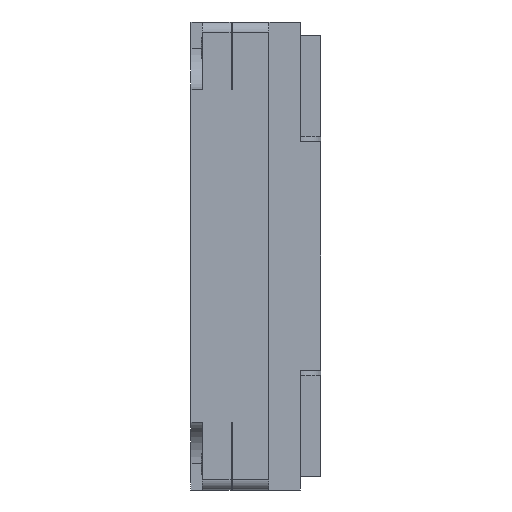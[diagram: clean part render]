
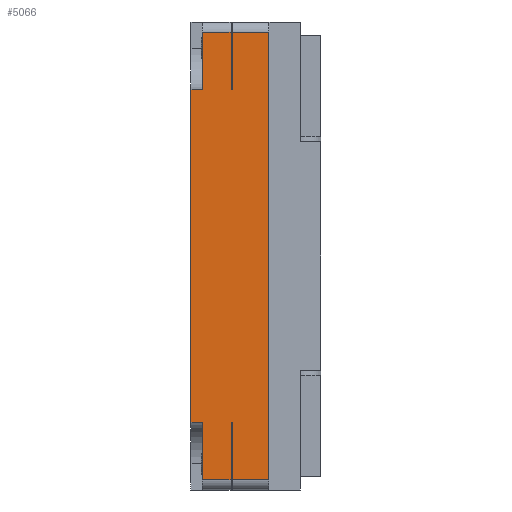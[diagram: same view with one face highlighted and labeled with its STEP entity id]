
A CAD part, left-side view. The second image highlights one B-rep face of the part: STEP entity #5066.
In plain terms, the highlighted planar face has unit normal (-1, 0, 0).
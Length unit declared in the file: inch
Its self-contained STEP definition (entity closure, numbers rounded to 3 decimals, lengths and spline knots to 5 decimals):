
#31 = ORIENTED_EDGE ( 'NONE', *, *, #2153, .F. ) ;
#53 = DIRECTION ( 'NONE',  ( 0., -1., 0. ) ) ;
#104 = VERTEX_POINT ( 'NONE', #2545 ) ;
#236 = CARTESIAN_POINT ( 'NONE',  ( -0.31496, 0.1063, -0.12598 ) ) ;
#238 = CARTESIAN_POINT ( 'NONE',  ( -0.31496, 0.0748, 0.12598 ) ) ;
#394 = VECTOR ( 'NONE', #4631, 39.37008 ) ;
#503 = CARTESIAN_POINT ( 'NONE',  ( -0.31496, 0.07598, -0.12598 ) ) ;
#515 = CARTESIAN_POINT ( 'NONE',  ( -0.31496, 0.09764, 0.12598 ) ) ;
#553 = EDGE_CURVE ( 'NONE', #6014, #3140, #1395, .T. ) ;
#563 = EDGE_CURVE ( 'NONE', #104, #3195, #5888, .T. ) ;
#584 = ORIENTED_EDGE ( 'NONE', *, *, #553, .T. ) ;
#602 = CARTESIAN_POINT ( 'NONE',  ( -0.31496, 0.03543, 0.16929 ) ) ;
#737 = CARTESIAN_POINT ( 'NONE',  ( -0.31496, 0.0748, 0.12598 ) ) ;
#771 = LINE ( 'NONE', #5030, #4525 ) ;
#781 = ORIENTED_EDGE ( 'NONE', *, *, #6658, .F. ) ;
#799 = ORIENTED_EDGE ( 'NONE', *, *, #5338, .T. ) ;
#826 = LINE ( 'NONE', #503, #3668 ) ;
#913 = EDGE_CURVE ( 'NONE', #104, #3847, #826, .T. ) ;
#971 = VECTOR ( 'NONE', #2232, 39.37008 ) ;
#1103 = VERTEX_POINT ( 'NONE', #238 ) ;
#1178 = VECTOR ( 'NONE', #4301, 39.37008 ) ;
#1184 = VECTOR ( 'NONE', #5740, 39.37008 ) ;
#1276 = LINE ( 'NONE', #236, #6642 ) ;
#1301 = CARTESIAN_POINT ( 'NONE',  ( -0.31496, 0.04724, 0.16929 ) ) ;
#1324 = CARTESIAN_POINT ( 'NONE',  ( -0.31496, 0.07598, 0.16929 ) ) ;
#1395 = LINE ( 'NONE', #6236, #3763 ) ;
#1407 = CARTESIAN_POINT ( 'NONE',  ( -0.31496, 0.09764, -0.12598 ) ) ;
#1530 = EDGE_LOOP ( 'NONE', ( #584, #6678, #799, #5258, #2331, #4136, #3544, #781, #2297, #5635, #6764, #4439, #4053, #4288, #4689, #31 ) ) ;
#1561 = DIRECTION ( 'NONE',  ( 0., 0., -1. ) ) ;
#1693 = CARTESIAN_POINT ( 'NONE',  ( -0.31496, 0.0748, -0.16929 ) ) ;
#1881 = LINE ( 'NONE', #6699, #3213 ) ;
#1917 = LINE ( 'NONE', #6293, #3810 ) ;
#1919 = DIRECTION ( 'NONE',  ( 0., -1., 0. ) ) ;
#2153 = EDGE_CURVE ( 'NONE', #6014, #3195, #1881, .T. ) ;
#2232 = DIRECTION ( 'NONE',  ( 0., -1., 0. ) ) ;
#2297 = ORIENTED_EDGE ( 'NONE', *, *, #4331, .F. ) ;
#2331 = ORIENTED_EDGE ( 'NONE', *, *, #4191, .F. ) ;
#2379 = FACE_OUTER_BOUND ( 'NONE', #1530, .T. ) ;
#2545 = CARTESIAN_POINT ( 'NONE',  ( -0.31496, 0.07598, -0.12598 ) ) ;
#2563 = VECTOR ( 'NONE', #6456, 39.37008 ) ;
#2642 = CARTESIAN_POINT ( 'NONE',  ( -0.31496, 0.0748, 0.16929 ) ) ;
#2792 = CARTESIAN_POINT ( 'NONE',  ( -0.31496, 0.09764, 0.12598 ) ) ;
#2855 = VERTEX_POINT ( 'NONE', #5423 ) ;
#3038 = DIRECTION ( 'NONE',  ( 0., -1., 0. ) ) ;
#3060 = VECTOR ( 'NONE', #5063, 39.37008 ) ;
#3077 = CARTESIAN_POINT ( 'NONE',  ( -0.31496, 0.04724, 0.17717 ) ) ;
#3079 = EDGE_CURVE ( 'NONE', #5207, #5703, #6942, .T. ) ;
#3140 = VERTEX_POINT ( 'NONE', #3757 ) ;
#3155 = CARTESIAN_POINT ( 'NONE',  ( -0.31496, 0.09764, 0.16929 ) ) ;
#3195 = VERTEX_POINT ( 'NONE', #5583 ) ;
#3203 = EDGE_CURVE ( 'NONE', #6547, #6827, #1276, .T. ) ;
#3213 = VECTOR ( 'NONE', #5582, 39.37008 ) ;
#3265 = CARTESIAN_POINT ( 'NONE',  ( -0.31496, 0.1063, -0.12598 ) ) ;
#3330 = LINE ( 'NONE', #2792, #3060 ) ;
#3377 = LINE ( 'NONE', #602, #2563 ) ;
#3389 = CARTESIAN_POINT ( 'NONE',  ( -0.31496, 0., -0.17717 ) ) ;
#3411 = VERTEX_POINT ( 'NONE', #2642 ) ;
#3445 = EDGE_CURVE ( 'NONE', #3964, #3140, #3606, .T. ) ;
#3476 = LINE ( 'NONE', #5101, #4139 ) ;
#3500 = DIRECTION ( 'NONE',  ( 0., 0., 1. ) ) ;
#3544 = ORIENTED_EDGE ( 'NONE', *, *, #3079, .T. ) ;
#3560 = LINE ( 'NONE', #1324, #1184 ) ;
#3573 = CARTESIAN_POINT ( 'NONE',  ( -0.31496, 0.09764, -0.16929 ) ) ;
#3606 = LINE ( 'NONE', #3077, #394 ) ;
#3668 = VECTOR ( 'NONE', #1561, 39.37008 ) ;
#3757 = CARTESIAN_POINT ( 'NONE',  ( -0.31496, 0.04724, -0.16929 ) ) ;
#3763 = VECTOR ( 'NONE', #3038, 39.37008 ) ;
#3768 = EDGE_CURVE ( 'NONE', #5207, #2855, #3560, .T. ) ;
#3810 = VECTOR ( 'NONE', #4613, 39.37008 ) ;
#3847 = VERTEX_POINT ( 'NONE', #4922 ) ;
#3964 = VERTEX_POINT ( 'NONE', #1301 ) ;
#3978 = PLANE ( 'NONE',  #6669 ) ;
#4053 = ORIENTED_EDGE ( 'NONE', *, *, #6603, .T. ) ;
#4128 = VERTEX_POINT ( 'NONE', #3573 ) ;
#4136 = ORIENTED_EDGE ( 'NONE', *, *, #3768, .F. ) ;
#4139 = VECTOR ( 'NONE', #6725, 39.37008 ) ;
#4191 = EDGE_CURVE ( 'NONE', #2855, #1103, #5448, .T. ) ;
#4288 = ORIENTED_EDGE ( 'NONE', *, *, #913, .F. ) ;
#4301 = DIRECTION ( 'NONE',  ( 0., 1., 0. ) ) ;
#4331 = EDGE_CURVE ( 'NONE', #5043, #5749, #3476, .T. ) ;
#4439 = ORIENTED_EDGE ( 'NONE', *, *, #5961, .F. ) ;
#4525 = VECTOR ( 'NONE', #53, 39.37008 ) ;
#4613 = DIRECTION ( 'NONE',  ( 0., 0., 1. ) ) ;
#4631 = DIRECTION ( 'NONE',  ( 0., 0., -1. ) ) ;
#4689 = ORIENTED_EDGE ( 'NONE', *, *, #563, .T. ) ;
#4725 = EDGE_CURVE ( 'NONE', #6547, #5043, #6651, .T. ) ;
#4762 = EDGE_CURVE ( 'NONE', #1103, #3411, #5608, .T. ) ;
#4874 = CARTESIAN_POINT ( 'NONE',  ( -0.31496, 0.1063, 0.12598 ) ) ;
#4922 = CARTESIAN_POINT ( 'NONE',  ( -0.31496, 0.07598, -0.16929 ) ) ;
#5030 = CARTESIAN_POINT ( 'NONE',  ( -0.31496, 0.09764, -0.16929 ) ) ;
#5043 = VERTEX_POINT ( 'NONE', #4874 ) ;
#5050 = VECTOR ( 'NONE', #5642, 39.37008 ) ;
#5063 = DIRECTION ( 'NONE',  ( 0., 0., 1. ) ) ;
#5066 = ADVANCED_FACE ( 'NONE', ( #2379 ), #3978, .T. ) ;
#5085 = DIRECTION ( 'NONE',  ( 0., 0., 1. ) ) ;
#5101 = CARTESIAN_POINT ( 'NONE',  ( -0.31496, 0.1063, 0.12598 ) ) ;
#5207 = VERTEX_POINT ( 'NONE', #6346 ) ;
#5258 = ORIENTED_EDGE ( 'NONE', *, *, #4762, .F. ) ;
#5271 = CARTESIAN_POINT ( 'NONE',  ( -0.31496, 0.07598, 0.16929 ) ) ;
#5275 = CARTESIAN_POINT ( 'NONE',  ( -0.31496, 0.07598, -0.12598 ) ) ;
#5338 = EDGE_CURVE ( 'NONE', #3964, #3411, #3377, .T. ) ;
#5423 = CARTESIAN_POINT ( 'NONE',  ( -0.31496, 0.07598, 0.12598 ) ) ;
#5448 = LINE ( 'NONE', #6519, #971 ) ;
#5582 = DIRECTION ( 'NONE',  ( 0., 0., 1. ) ) ;
#5583 = CARTESIAN_POINT ( 'NONE',  ( -0.31496, 0.0748, -0.12598 ) ) ;
#5608 = LINE ( 'NONE', #737, #5050 ) ;
#5635 = ORIENTED_EDGE ( 'NONE', *, *, #4725, .F. ) ;
#5642 = DIRECTION ( 'NONE',  ( 0., 0., 1. ) ) ;
#5703 = VERTEX_POINT ( 'NONE', #3155 ) ;
#5740 = DIRECTION ( 'NONE',  ( 0., 0., -1. ) ) ;
#5749 = VERTEX_POINT ( 'NONE', #515 ) ;
#5888 = LINE ( 'NONE', #5275, #5945 ) ;
#5945 = VECTOR ( 'NONE', #6345, 39.37008 ) ;
#5961 = EDGE_CURVE ( 'NONE', #4128, #6827, #1917, .T. ) ;
#6014 = VERTEX_POINT ( 'NONE', #1693 ) ;
#6137 = CARTESIAN_POINT ( 'NONE',  ( -0.31496, 0.1063, -0.12598 ) ) ;
#6198 = VECTOR ( 'NONE', #3500, 39.37008 ) ;
#6200 = DIRECTION ( 'NONE',  ( -1., 0., 0. ) ) ;
#6236 = CARTESIAN_POINT ( 'NONE',  ( -0.31496, 0.0748, -0.16929 ) ) ;
#6293 = CARTESIAN_POINT ( 'NONE',  ( -0.31496, 0.09764, -0.16929 ) ) ;
#6345 = DIRECTION ( 'NONE',  ( 0., -1., 0. ) ) ;
#6346 = CARTESIAN_POINT ( 'NONE',  ( -0.31496, 0.07598, 0.16929 ) ) ;
#6456 = DIRECTION ( 'NONE',  ( 0., 1., 0. ) ) ;
#6519 = CARTESIAN_POINT ( 'NONE',  ( -0.31496, 0.07598, 0.12598 ) ) ;
#6547 = VERTEX_POINT ( 'NONE', #3265 ) ;
#6603 = EDGE_CURVE ( 'NONE', #4128, #3847, #771, .T. ) ;
#6642 = VECTOR ( 'NONE', #1919, 39.37008 ) ;
#6651 = LINE ( 'NONE', #6137, #6198 ) ;
#6658 = EDGE_CURVE ( 'NONE', #5749, #5703, #3330, .T. ) ;
#6669 = AXIS2_PLACEMENT_3D ( 'NONE', #3389, #6200, #5085 ) ;
#6678 = ORIENTED_EDGE ( 'NONE', *, *, #3445, .F. ) ;
#6699 = CARTESIAN_POINT ( 'NONE',  ( -0.31496, 0.0748, -0.16929 ) ) ;
#6725 = DIRECTION ( 'NONE',  ( 0., -1., 0. ) ) ;
#6764 = ORIENTED_EDGE ( 'NONE', *, *, #3203, .T. ) ;
#6827 = VERTEX_POINT ( 'NONE', #1407 ) ;
#6942 = LINE ( 'NONE', #5271, #1178 ) ;
